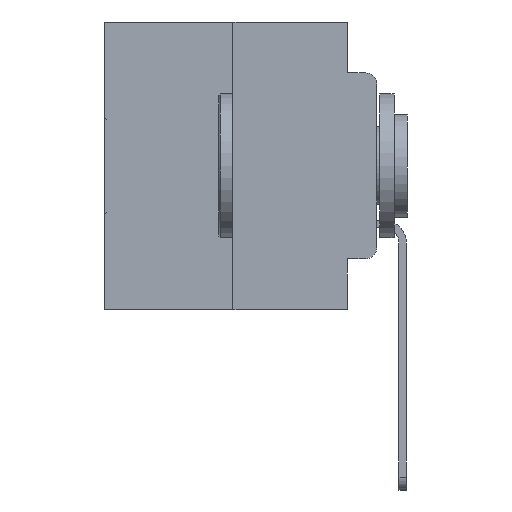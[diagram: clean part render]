
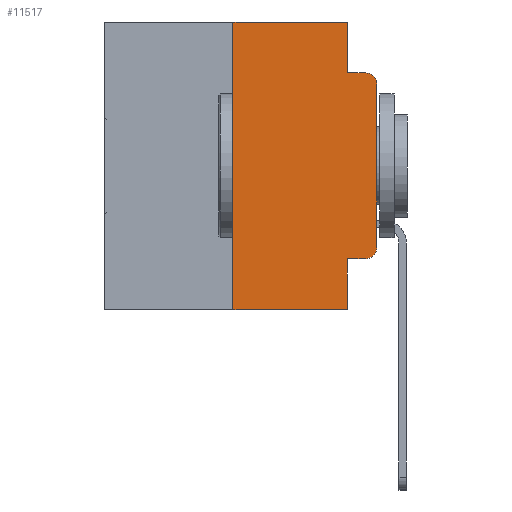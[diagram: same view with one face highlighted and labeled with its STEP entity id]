
A CAD part, left-side view. The second image highlights one B-rep face of the part: STEP entity #11517.
In plain terms, the highlighted planar face has unit normal (-1, 0, 0).
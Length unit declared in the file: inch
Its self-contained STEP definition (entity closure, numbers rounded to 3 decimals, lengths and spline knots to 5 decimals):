
#11 = LINE ( 'NONE', #29675, #26358 ) ;
#998 = CARTESIAN_POINT ( 'NONE',  ( 0., 0., -0.1085 ) ) ;
#1319 = CARTESIAN_POINT ( 'NONE',  ( 0., 0.25, -0.5 ) ) ;
#2466 = AXIS2_PLACEMENT_3D ( 'NONE', #25184, #10808, #27587 ) ;
#2722 = ORIENTED_EDGE ( 'NONE', *, *, #21064, .T. ) ;
#3682 = CIRCLE ( 'NONE', #2466, 0.02 ) ;
#4800 = ORIENTED_EDGE ( 'NONE', *, *, #24067, .T. ) ;
#5221 = EDGE_CURVE ( 'NONE', #16251, #13037, #13176, .T. ) ;
#5864 = DIRECTION ( 'NONE',  ( 0., -1., 0. ) ) ;
#5960 = CARTESIAN_POINT ( 'NONE',  ( 0., 0.051, -0.5 ) ) ;
#6454 = ORIENTED_EDGE ( 'NONE', *, *, #12342, .F. ) ;
#7895 = VECTOR ( 'NONE', #23759, 39.37008 ) ;
#8230 = VERTEX_POINT ( 'NONE', #22521 ) ;
#8326 = CARTESIAN_POINT ( 'NONE',  ( 0., 0.051, -0.4115 ) ) ;
#9021 = CARTESIAN_POINT ( 'NONE',  ( 0., 0.051, 0. ) ) ;
#9232 = DIRECTION ( 'NONE',  ( 0., -1., 0. ) ) ;
#9371 = CARTESIAN_POINT ( 'NONE',  ( 0., 0.473, 0. ) ) ;
#9390 = LINE ( 'NONE', #28374, #21450 ) ;
#10092 = PLANE ( 'NONE',  #21559 ) ;
#10197 = EDGE_CURVE ( 'NONE', #16251, #8230, #26170, .T. ) ;
#10599 = VERTEX_POINT ( 'NONE', #8326 ) ;
#10808 = DIRECTION ( 'NONE',  ( -1., 0., 0. ) ) ;
#10884 = CARTESIAN_POINT ( 'NONE',  ( 0., 0.473, -0.5 ) ) ;
#11517 = ADVANCED_FACE ( 'NONE', ( #14895 ), #10092, .F. ) ;
#11652 = VERTEX_POINT ( 'NONE', #24945 ) ;
#12175 = CARTESIAN_POINT ( 'NONE',  ( 0., 0.02, -0.0885 ) ) ;
#12342 = EDGE_CURVE ( 'NONE', #10599, #13037, #26417, .T. ) ;
#12460 = DIRECTION ( 'NONE',  ( 0., 0., -1. ) ) ;
#12515 = ORIENTED_EDGE ( 'NONE', *, *, #16669, .F. ) ;
#12857 = LINE ( 'NONE', #18001, #24880 ) ;
#12864 = VERTEX_POINT ( 'NONE', #27492 ) ;
#13037 = VERTEX_POINT ( 'NONE', #5960 ) ;
#13116 = CARTESIAN_POINT ( 'NONE',  ( 0., 0.02, -0.3915 ) ) ;
#13176 = LINE ( 'NONE', #10884, #25183 ) ;
#13298 = DIRECTION ( 'NONE',  ( 0., -1., 0. ) ) ;
#13441 = VECTOR ( 'NONE', #18395, 39.37008 ) ;
#14328 = LINE ( 'NONE', #9371, #7895 ) ;
#14895 = FACE_OUTER_BOUND ( 'NONE', #21768, .T. ) ;
#15155 = VERTEX_POINT ( 'NONE', #998 ) ;
#15350 = CARTESIAN_POINT ( 'NONE',  ( 0., 0.051, -0.0885 ) ) ;
#15575 = DIRECTION ( 'NONE',  ( 0., 0., -1. ) ) ;
#16251 = VERTEX_POINT ( 'NONE', #1319 ) ;
#16669 = EDGE_CURVE ( 'NONE', #24601, #27063, #11, .T. ) ;
#16678 = CARTESIAN_POINT ( 'NONE',  ( 0., 0., 0. ) ) ;
#17142 = VERTEX_POINT ( 'NONE', #12175 ) ;
#17477 = ORIENTED_EDGE ( 'NONE', *, *, #24642, .F. ) ;
#17859 = ORIENTED_EDGE ( 'NONE', *, *, #5221, .T. ) ;
#18001 = CARTESIAN_POINT ( 'NONE',  ( 0., 0.051, -0.4115 ) ) ;
#18395 = DIRECTION ( 'NONE',  ( 0., 0., 1. ) ) ;
#19218 = EDGE_CURVE ( 'NONE', #8230, #24601, #14328, .T. ) ;
#19698 = CARTESIAN_POINT ( 'NONE',  ( 0., 0.473, 0. ) ) ;
#20252 = DIRECTION ( 'NONE',  ( 0., 0., -1. ) ) ;
#20785 = CARTESIAN_POINT ( 'NONE',  ( 0., 0.051, 0. ) ) ;
#20831 = ORIENTED_EDGE ( 'NONE', *, *, #26207, .T. ) ;
#21064 = EDGE_CURVE ( 'NONE', #12864, #11652, #28395, .T. ) ;
#21450 = VECTOR ( 'NONE', #9232, 39.37008 ) ;
#21559 = AXIS2_PLACEMENT_3D ( 'NONE', #19698, #26827, #12460 ) ;
#21768 = EDGE_LOOP ( 'NONE', ( #4800, #20831, #17477, #12515, #26773, #28259, #17859, #6454, #26404, #2722 ) ) ;
#22521 = CARTESIAN_POINT ( 'NONE',  ( 0., 0.25, 0. ) ) ;
#23759 = DIRECTION ( 'NONE',  ( 0., -1., 0. ) ) ;
#24029 = VECTOR ( 'NONE', #30941, 39.37008 ) ;
#24067 = EDGE_CURVE ( 'NONE', #11652, #15155, #24751, .T. ) ;
#24216 = VECTOR ( 'NONE', #27834, 39.37008 ) ;
#24601 = VERTEX_POINT ( 'NONE', #9021 ) ;
#24642 = EDGE_CURVE ( 'NONE', #27063, #17142, #9390, .T. ) ;
#24751 = LINE ( 'NONE', #16678, #24029 ) ;
#24880 = VECTOR ( 'NONE', #5864, 39.37008 ) ;
#24945 = CARTESIAN_POINT ( 'NONE',  ( 0., 0., -0.3915 ) ) ;
#25183 = VECTOR ( 'NONE', #13298, 39.37008 ) ;
#25184 = CARTESIAN_POINT ( 'NONE',  ( 0., 0.02, -0.1085 ) ) ;
#26170 = LINE ( 'NONE', #30229, #13441 ) ;
#26207 = EDGE_CURVE ( 'NONE', #15155, #17142, #3682, .T. ) ;
#26358 = VECTOR ( 'NONE', #20252, 39.37008 ) ;
#26404 = ORIENTED_EDGE ( 'NONE', *, *, #29005, .T. ) ;
#26417 = LINE ( 'NONE', #20785, #24216 ) ;
#26773 = ORIENTED_EDGE ( 'NONE', *, *, #19218, .F. ) ;
#26827 = DIRECTION ( 'NONE',  ( 1., 0., 0. ) ) ;
#26891 = AXIS2_PLACEMENT_3D ( 'NONE', #13116, #29849, #15575 ) ;
#27063 = VERTEX_POINT ( 'NONE', #15350 ) ;
#27492 = CARTESIAN_POINT ( 'NONE',  ( 0., 0.02, -0.4115 ) ) ;
#27587 = DIRECTION ( 'NONE',  ( 0., 0., -1. ) ) ;
#27834 = DIRECTION ( 'NONE',  ( 0., 0., -1. ) ) ;
#28259 = ORIENTED_EDGE ( 'NONE', *, *, #10197, .F. ) ;
#28374 = CARTESIAN_POINT ( 'NONE',  ( 0., 0.051, -0.0885 ) ) ;
#28395 = CIRCLE ( 'NONE', #26891, 0.02 ) ;
#29005 = EDGE_CURVE ( 'NONE', #10599, #12864, #12857, .T. ) ;
#29675 = CARTESIAN_POINT ( 'NONE',  ( 0., 0.051, 0. ) ) ;
#29849 = DIRECTION ( 'NONE',  ( -1., 0., 0. ) ) ;
#30229 = CARTESIAN_POINT ( 'NONE',  ( 0., 0.25, 0. ) ) ;
#30941 = DIRECTION ( 'NONE',  ( 0., 0., 1. ) ) ;
